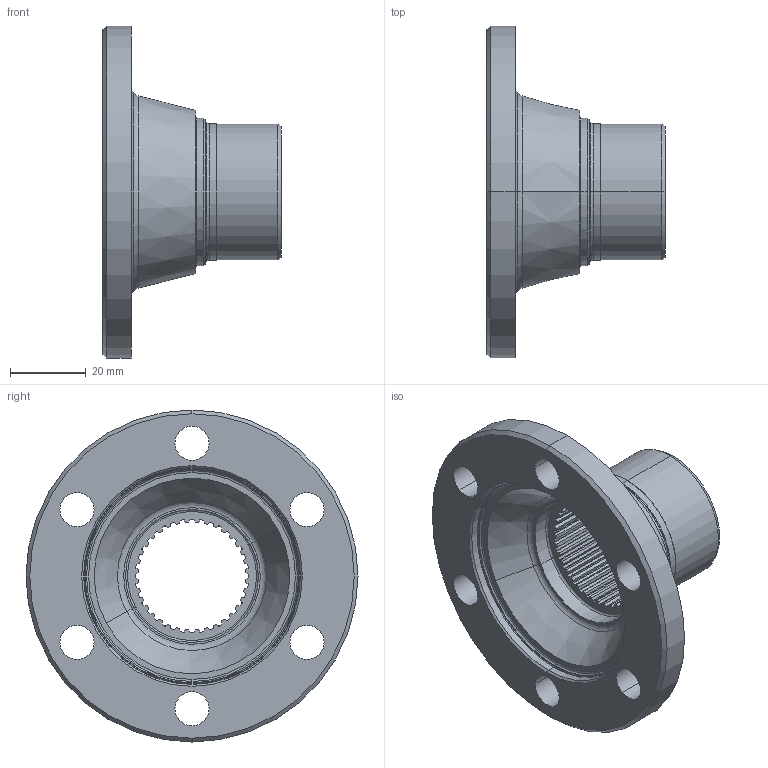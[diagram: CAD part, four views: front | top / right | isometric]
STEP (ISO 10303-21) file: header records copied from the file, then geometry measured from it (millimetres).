
FILE_DESCRIPTION(('CATIA V5 STEP Exchange'),'2;1');
FILE_NAME('Flansch_Eingangswelle.stp','2020-09-27T19:35:34+00:00',('none'),('none'),'CATIA Version 5 Release 19 SP 2 (IN-10)','CATIA V5 STEP AP214','none');
FILE_SCHEMA(('AUTOMOTIVE_DESIGN { 1 0 10303 214 1 1 1 1 }'));
Length unit declared in the file: millimetre
Products named in the file (1): Flansch_Eingangswelle
Bounding box: 47 x 87.5 x 87.5 mm (x, y, z)
Volume: 47289.4 mm3; surface area: 22699.1 mm2
Topology: 1 solids, 1 shells, 285 faces, 796 edges, 520 vertices
Faces by surface type: cylinder 168, plane 81, torus 24, cone 12
Entity records: 9154 total; most frequent: ORIENTED_EDGE 1592, CARTESIAN_POINT 1557, DIRECTION 1276, EDGE_CURVE 796, AXIS2_PLACEMENT_3D 641, VERTEX_POINT 520, CIRCLE 400, VECTOR 396
